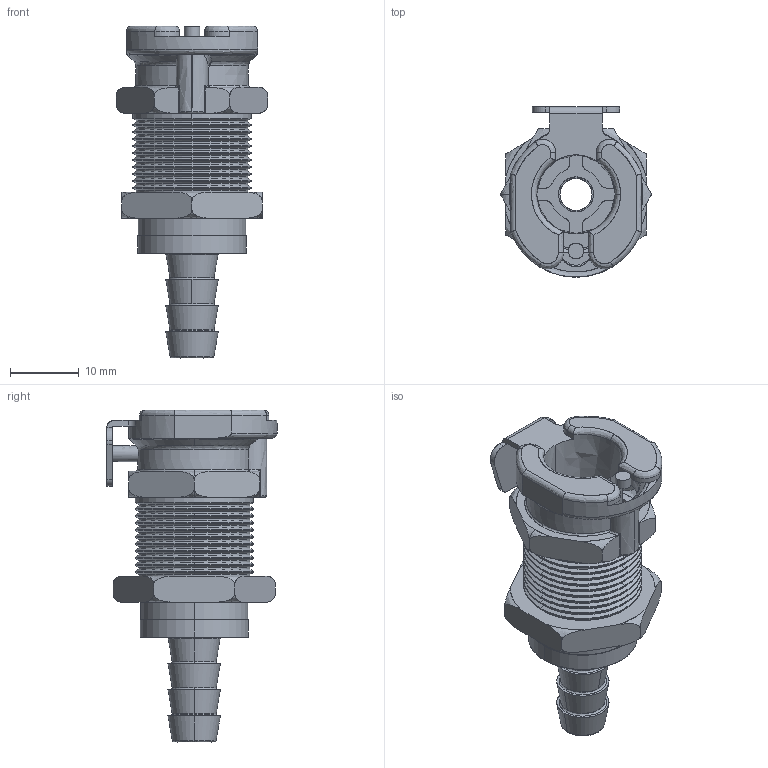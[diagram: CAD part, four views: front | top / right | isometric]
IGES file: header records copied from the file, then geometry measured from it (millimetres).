
Start section: SolidWorks IGES file using analytic representation for surfaces
Global section: file name: 40PPV-SE3-04MALD.IGS; native system: SolidWorks 2017; preprocessor: SolidWorks 2017; author: wtsang; date: 170105.162448; units: inch
Bounding box: 22 x 24.77 x 48.26 mm (x, y, z)
Surface area: 5683.3 mm2 (no closed solid volume)
Topology: 0 solids, 0 shells, 302 faces, 3374 edges, 3358 vertices
Faces by surface type: revolution 155, bspline 147
